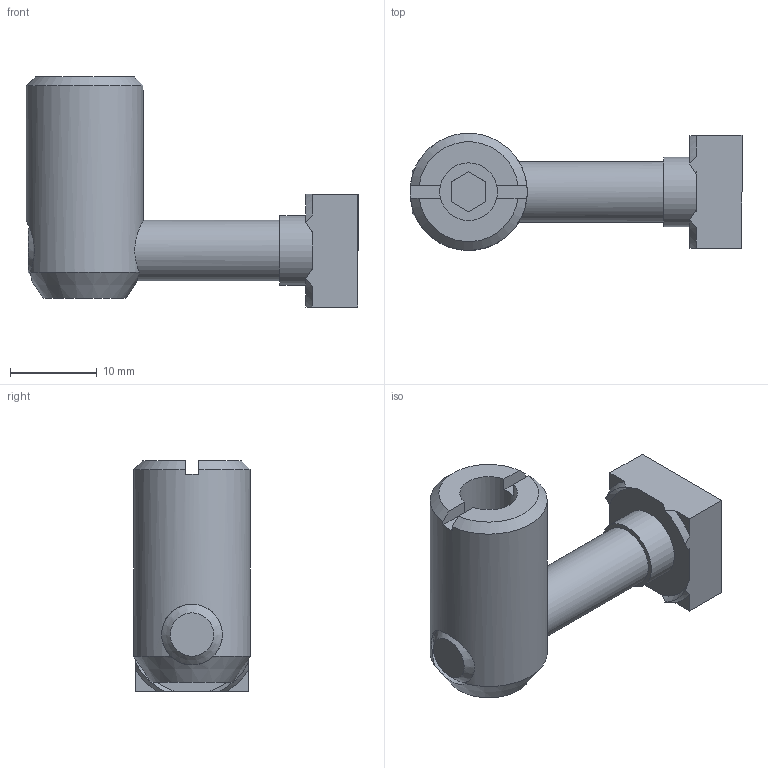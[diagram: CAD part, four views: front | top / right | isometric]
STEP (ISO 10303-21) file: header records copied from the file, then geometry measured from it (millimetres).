
FILE_DESCRIPTION(/* description */ (''),/* implementation_level */ '2;1');
FILE_NAME(/* name */ '311500ESD.stp',/* time_stamp */ '2014-03-14T14:06:03+01:00',/* author */ ('jank'),/* organization */ ('Alutec K&K'),/* preprocessor_version */ 'ST-DEVELOPER v15.2',/* originating_system */ 'Autodesk Inventor 2014',/* authorisation */ '');
FILE_SCHEMA (('AUTOMOTIVE_DESIGN { 1 0 10303 214 3 1 1 }'));
Length unit declared in the file: millimetre
Products named in the file (1): 311500ESD
Bounding box: 38.25 x 13.5 x 26.5 mm (x, y, z)
Volume: 5114.8 mm3; surface area: 3552.9 mm2
Topology: 3 solids, 3 shells, 51 faces, 131 edges, 86 vertices
Faces by surface type: plane 32, cone 13, cylinder 6
Full cylindrical faces by diameter (mm): 6.647 x1, 7 x2, 8 x2, 13.5 x1
Entity records: 1583 total; most frequent: CARTESIAN_POINT 422, ORIENTED_EDGE 230, DIRECTION 229, EDGE_CURVE 115, AXIS2_PLACEMENT_3D 87, VERTEX_POINT 80, EDGE_LOOP 65, LINE 55
